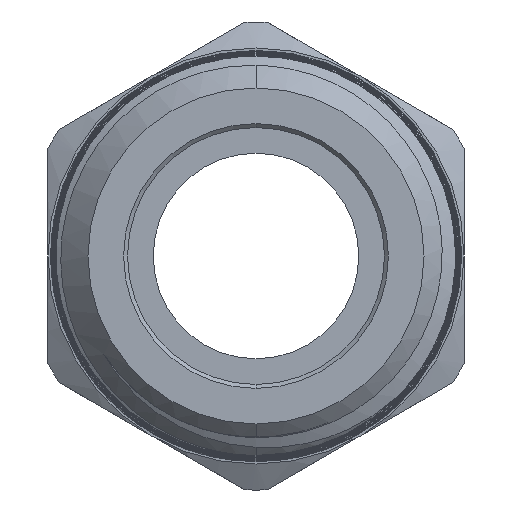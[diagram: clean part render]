
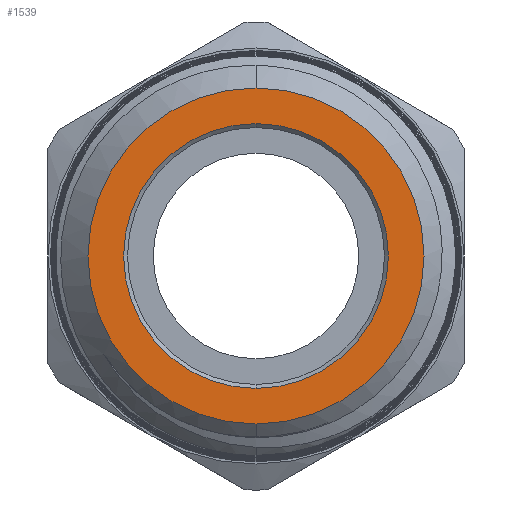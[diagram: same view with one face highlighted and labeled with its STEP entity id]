
A CAD part, left-side view. The second image highlights one B-rep face of the part: STEP entity #1539.
In plain terms, the highlighted face is planar.
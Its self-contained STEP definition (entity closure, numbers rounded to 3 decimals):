
#356=FACE_BOUND('',#509,.T.);
#413=FACE_OUTER_BOUND('',#508,.T.);
#508=EDGE_LOOP('',(#1273,#1274));
#509=EDGE_LOOP('',(#1275,#1276));
#581=CIRCLE('',#1647,8.588);
#584=CIRCLE('',#1666,10.897);
#586=CIRCLE('',#1671,10.897);
#587=CIRCLE('',#1672,8.588);
#654=VERTEX_POINT('',#2453);
#655=VERTEX_POINT('',#2455);
#687=VERTEX_POINT('',#4514);
#688=VERTEX_POINT('',#4515);
#837=EDGE_CURVE('',#655,#654,#581,.T.);
#885=EDGE_CURVE('',#687,#688,#584,.T.);
#903=EDGE_CURVE('',#688,#687,#586,.T.);
#904=EDGE_CURVE('',#654,#655,#587,.T.);
#1273=ORIENTED_EDGE('',*,*,#903,.T.);
#1274=ORIENTED_EDGE('',*,*,#885,.T.);
#1275=ORIENTED_EDGE('',*,*,#837,.T.);
#1276=ORIENTED_EDGE('',*,*,#904,.T.);
#1482=PLANE('',#1670);
#1539=ADVANCED_FACE('',(#413,#356),#1482,.F.);
#1647=AXIS2_PLACEMENT_3D('',#2456,#1878,#1879);
#1666=AXIS2_PLACEMENT_3D('',#4516,#1932,#1933);
#1670=AXIS2_PLACEMENT_3D('',#6570,#1944,#1945);
#1671=AXIS2_PLACEMENT_3D('',#6571,#1946,#1947);
#1672=AXIS2_PLACEMENT_3D('',#6572,#1948,#1949);
#1878=DIRECTION('center_axis',(0.,0.,1.));
#1879=DIRECTION('ref_axis',(0.,1.,0.));
#1932=DIRECTION('center_axis',(0.,0.,-1.));
#1933=DIRECTION('ref_axis',(0.,-1.,0.));
#1944=DIRECTION('center_axis',(0.,0.,1.));
#1945=DIRECTION('ref_axis',(0.,1.,0.));
#1946=DIRECTION('center_axis',(0.,0.,-1.));
#1947=DIRECTION('ref_axis',(0.,-1.,0.));
#1948=DIRECTION('center_axis',(0.,0.,1.));
#1949=DIRECTION('ref_axis',(0.,1.,0.));
#2453=CARTESIAN_POINT('',(0.,8.588,0.));
#2455=CARTESIAN_POINT('',(0.,-8.588,0.));
#2456=CARTESIAN_POINT('Origin',(0.,0.,0.));
#4514=CARTESIAN_POINT('',(0.,-10.897,0.));
#4515=CARTESIAN_POINT('',(0.,10.897,0.));
#4516=CARTESIAN_POINT('Origin',(0.,0.,0.));
#6570=CARTESIAN_POINT('Origin',(0.,8.334,0.));
#6571=CARTESIAN_POINT('Origin',(0.,0.,0.));
#6572=CARTESIAN_POINT('Origin',(0.,0.,0.));
